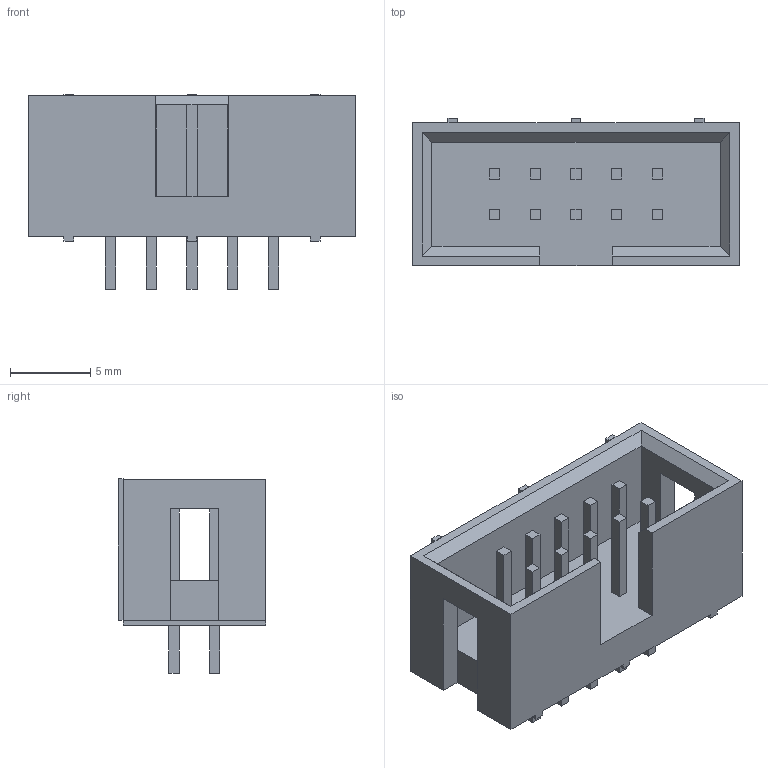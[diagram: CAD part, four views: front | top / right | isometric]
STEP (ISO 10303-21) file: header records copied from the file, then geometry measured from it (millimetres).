
FILE_DESCRIPTION (( 'STEP AP214' ), '1' );
FILE_NAME ('User Library-BH-10...64.STEP', '2010-01-15T09:41:37', ( 'sysAdmin' ), ( 'SolidWorks' ), 'SwSTEP 2.0', 'SolidWorks 2010', '' );
FILE_SCHEMA (( 'AUTOMOTIVE_DESIGN' ));
Length unit declared in the file: millimetre
Products named in the file (1): User Library-BH-10...64
Bounding box: 20.36 x 9.2 x 12.14 mm (x, y, z)
Volume: 812.6 mm3; surface area: 1371.3 mm2
Topology: 1 solids, 1 shells, 169 faces, 427 edges, 274 vertices
Faces by surface type: plane 169
Entity records: 6716 total; most frequent: CARTESIAN_POINT 871, ORIENTED_EDGE 854, DIRECTION 767, VECTOR 427, LINE 427, EDGE_CURVE 427, VERTEX_POINT 274, EDGE_LOOP 187
